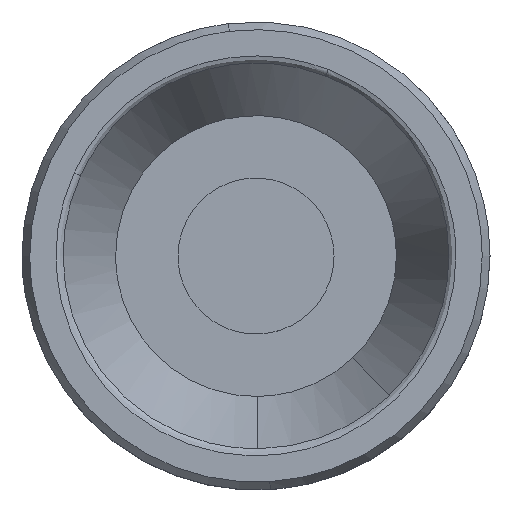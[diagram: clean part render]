
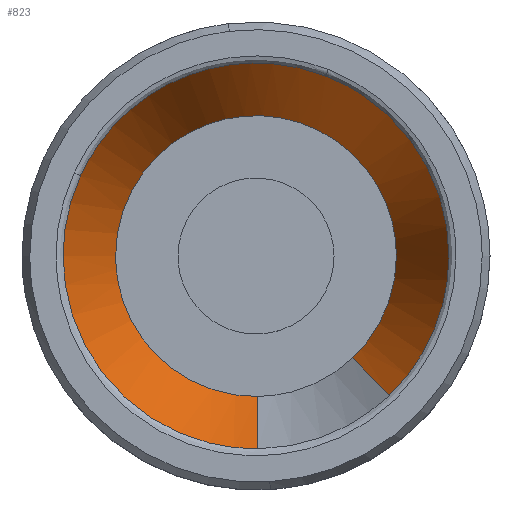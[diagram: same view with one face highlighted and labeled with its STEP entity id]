
A CAD part, top view. The second image highlights one B-rep face of the part: STEP entity #823.
In plain terms, the highlighted free-form (B-spline) face has degree [2, 1] with [9, 2] control points.
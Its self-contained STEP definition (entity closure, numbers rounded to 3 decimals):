
#653=CARTESIAN_POINT('',(6.149,-6.456,10.32));
#654=CARTESIAN_POINT('',(8.949,-3.789,10.32));
#655=CARTESIAN_POINT('',(8.916,0.078,10.32));
#656=CARTESIAN_POINT('',(8.838,8.993,10.32));
#657=CARTESIAN_POINT('',(-0.078,8.916,10.32));
#658=CARTESIAN_POINT('',(-8.993,8.838,10.32));
#659=CARTESIAN_POINT('',(-8.916,-0.078,10.32));
#660=CARTESIAN_POINT('',(-8.838,-8.993,10.32));
#661=CARTESIAN_POINT('',(0.078,-8.916,10.32));
#662=CARTESIAN_POINT('',(8.587,-9.017,17.896));
#663=CARTESIAN_POINT('',(12.498,-5.292,17.896));
#664=CARTESIAN_POINT('',(12.451,0.109,17.896));
#665=CARTESIAN_POINT('',(12.342,12.56,17.896));
#666=CARTESIAN_POINT('',(-0.109,12.451,17.896));
#667=CARTESIAN_POINT('',(-12.56,12.342,17.896));
#668=CARTESIAN_POINT('',(-12.451,-0.109,17.896));
#669=CARTESIAN_POINT('',(-12.342,-12.56,17.896));
#670=CARTESIAN_POINT('',(0.109,-12.451,17.896));
#678=(BOUNDED_SURFACE()B_SPLINE_SURFACE(2,1,((#653,#662),(#654,#663),(#655,#664),(#656,#665),(#657,#666),(#658,#667),(#659,#668),(#660,#669),(#661,#670)),.UNSPECIFIED.,.F.,.F.,.U.)B_SPLINE_SURFACE_WITH_KNOTS((3,2,2,2,3),(2,2),(0.0,10.728,31.358,51.989,72.619),(0.0,8.361),.UNSPECIFIED.)GEOMETRIC_REPRESENTATION_ITEM()RATIONAL_B_SPLINE_SURFACE(((0.854,0.854),(0.848,0.848),(1.0,1.0),(0.707,0.707),(1.0,1.0),(0.707,0.707),(1.0,1.0),(0.707,0.707),(1.0,1.0)))REPRESENTATION_ITEM('')SURFACE());
#679=CARTESIAN_POINT('',(8.528,-8.954,17.711));
#680=VERTEX_POINT('',#679);
#681=CARTESIAN_POINT('',(12.365,0.0,17.711));
#682=VERTEX_POINT('',#681);
#683=CARTESIAN_POINT('',(8.528,-8.954,17.711));
#684=CARTESIAN_POINT('',(12.365,-5.3,17.711));
#685=CARTESIAN_POINT('',(12.365,0.0,17.711));
#693=(BOUNDED_CURVE()B_SPLINE_CURVE(2,(#683,#684,#685),.UNSPECIFIED.,.F.,.U.)B_SPLINE_CURVE_WITH_KNOTS((3,3),(0.871,1.0),.UNSPECIFIED.)CURVE()GEOMETRIC_REPRESENTATION_ITEM()RATIONAL_B_SPLINE_CURVE((0.854,0.849,1.0))REPRESENTATION_ITEM(''));
#694=EDGE_CURVE('',#680,#682,#693,.T.);
#695=ORIENTED_EDGE('',*,*,#694,.T.);
#696=CARTESIAN_POINT('',(4.472,11.528,17.711));
#697=VERTEX_POINT('',#696);
#698=CARTESIAN_POINT('',(12.365,0.0,17.711));
#699=CARTESIAN_POINT('',(12.365,8.467,17.711));
#700=CARTESIAN_POINT('',(4.472,11.528,17.711));
#708=(BOUNDED_CURVE()B_SPLINE_CURVE(2,(#698,#699,#700),.UNSPECIFIED.,.F.,.U.)B_SPLINE_CURVE_WITH_KNOTS((3,3),(0.0,0.189),.UNSPECIFIED.)CURVE()GEOMETRIC_REPRESENTATION_ITEM()RATIONAL_B_SPLINE_CURVE((1.0,0.779,0.891))REPRESENTATION_ITEM(''));
#709=EDGE_CURVE('',#682,#697,#708,.T.);
#710=ORIENTED_EDGE('',*,*,#709,.T.);
#711=CARTESIAN_POINT('',(-11.254,5.124,17.711));
#712=VERTEX_POINT('',#711);
#713=CARTESIAN_POINT('',(4.472,11.528,17.711));
#714=CARTESIAN_POINT('',(2.314,12.365,17.711));
#715=CARTESIAN_POINT('',(0.0,12.365,17.711));
#716=CARTESIAN_POINT('',(-7.957,12.365,17.711));
#717=CARTESIAN_POINT('',(-11.254,5.124,17.711));
#725=(BOUNDED_CURVE()B_SPLINE_CURVE(2,(#713,#714,#715,#716,#717),.UNSPECIFIED.,.F.,.U.)B_SPLINE_CURVE_WITH_KNOTS((3,2,3),(0.189,0.25,0.43),.UNSPECIFIED.)CURVE()GEOMETRIC_REPRESENTATION_ITEM()RATIONAL_B_SPLINE_CURVE((0.891,0.928,1.0,0.79,0.882))REPRESENTATION_ITEM(''));
#726=EDGE_CURVE('',#697,#712,#725,.T.);
#727=ORIENTED_EDGE('',*,*,#726,.T.);
#728=CARTESIAN_POINT('',(-12.365,0.0,17.711));
#729=VERTEX_POINT('',#728);
#730=CARTESIAN_POINT('',(-11.254,5.124,17.711));
#731=CARTESIAN_POINT('',(-12.365,2.683,17.711));
#732=CARTESIAN_POINT('',(-12.365,0.0,17.711));
#740=(BOUNDED_CURVE()B_SPLINE_CURVE(2,(#730,#731,#732),.UNSPECIFIED.,.F.,.U.)B_SPLINE_CURVE_WITH_KNOTS((3,3),(0.43,0.5),.UNSPECIFIED.)CURVE()GEOMETRIC_REPRESENTATION_ITEM()RATIONAL_B_SPLINE_CURVE((0.882,0.918,1.0))REPRESENTATION_ITEM(''));
#741=EDGE_CURVE('',#712,#729,#740,.T.);
#742=ORIENTED_EDGE('',*,*,#741,.T.);
#743=CARTESIAN_POINT('',(0.108,-12.365,17.711));
#744=VERTEX_POINT('',#743);
#745=CARTESIAN_POINT('',(-12.365,0.0,17.711));
#746=CARTESIAN_POINT('',(-12.365,-12.365,17.711));
#747=CARTESIAN_POINT('',(0.0,-12.365,17.711));
#748=CARTESIAN_POINT('',(0.054,-12.365,17.711));
#749=CARTESIAN_POINT('',(0.108,-12.365,17.711));
#757=(BOUNDED_CURVE()B_SPLINE_CURVE(2,(#745,#746,#747,#748,#749),.UNSPECIFIED.,.F.,.U.)B_SPLINE_CURVE_WITH_KNOTS((3,2,3),(0.5,0.75,0.752),.UNSPECIFIED.)CURVE()GEOMETRIC_REPRESENTATION_ITEM()RATIONAL_B_SPLINE_CURVE((1.0,0.707,1.0,0.998,0.996))REPRESENTATION_ITEM(''));
#758=EDGE_CURVE('',#729,#744,#757,.T.);
#759=ORIENTED_EDGE('',*,*,#758,.T.);
#760=CARTESIAN_POINT('',(0.079,-9.,10.5));
#761=VERTEX_POINT('',#760);
#762=CARTESIAN_POINT('',(0.079,-9.,10.5));
#763=CARTESIAN_POINT('',(0.108,-12.365,17.711));
#764=QUASI_UNIFORM_CURVE('',1,(#762,#763),.UNSPECIFIED.,.F.,.U.);
#765=EDGE_CURVE('',#761,#744,#764,.T.);
#766=ORIENTED_EDGE('',*,*,#765,.F.);
#767=CARTESIAN_POINT('',(-9.0,0.0,10.5));
#768=VERTEX_POINT('',#767);
#769=CARTESIAN_POINT('',(0.079,-9.,10.5));
#770=CARTESIAN_POINT('',(0.039,-9.0,10.5));
#771=CARTESIAN_POINT('',(0.0,-9.0,10.5));
#772=CARTESIAN_POINT('',(-9.0,-9.0,10.5));
#773=CARTESIAN_POINT('',(-9.0,0.0,10.5));
#781=(BOUNDED_CURVE()B_SPLINE_CURVE(2,(#769,#770,#771,#772,#773),.UNSPECIFIED.,.F.,.U.)B_SPLINE_CURVE_WITH_KNOTS((3,2,3),(0.748,0.75,1.0),.UNSPECIFIED.)CURVE()GEOMETRIC_REPRESENTATION_ITEM()RATIONAL_B_SPLINE_CURVE((0.996,0.998,1.0,0.707,1.0))REPRESENTATION_ITEM(''));
#782=EDGE_CURVE('',#761,#768,#781,.T.);
#783=ORIENTED_EDGE('',*,*,#782,.T.);
#784=CARTESIAN_POINT('',(9.0,0.0,10.5));
#785=VERTEX_POINT('',#784);
#786=CARTESIAN_POINT('',(-9.0,0.0,10.5));
#787=CARTESIAN_POINT('',(-9.0,9.0,10.5));
#788=CARTESIAN_POINT('',(0.0,9.0,10.5));
#789=CARTESIAN_POINT('',(9.0,9.0,10.5));
#790=CARTESIAN_POINT('',(9.0,0.0,10.5));
#798=(BOUNDED_CURVE()B_SPLINE_CURVE(2,(#786,#787,#788,#789,#790),.UNSPECIFIED.,.F.,.U.)B_SPLINE_CURVE_WITH_KNOTS((3,2,3),(0.0,0.25,0.5),.UNSPECIFIED.)CURVE()GEOMETRIC_REPRESENTATION_ITEM()RATIONAL_B_SPLINE_CURVE((1.0,0.707,1.0,0.707,1.0))REPRESENTATION_ITEM(''));
#799=EDGE_CURVE('',#768,#785,#798,.T.);
#800=ORIENTED_EDGE('',*,*,#799,.T.);
#801=CARTESIAN_POINT('',(6.207,-6.517,10.5));
#802=VERTEX_POINT('',#801);
#803=CARTESIAN_POINT('',(9.0,0.0,10.5));
#804=CARTESIAN_POINT('',(9.0,-3.857,10.5));
#805=CARTESIAN_POINT('',(6.207,-6.517,10.5));
#813=(BOUNDED_CURVE()B_SPLINE_CURVE(2,(#803,#804,#805),.UNSPECIFIED.,.F.,.U.)B_SPLINE_CURVE_WITH_KNOTS((3,3),(0.5,0.629),.UNSPECIFIED.)CURVE()GEOMETRIC_REPRESENTATION_ITEM()RATIONAL_B_SPLINE_CURVE((1.0,0.849,0.854))REPRESENTATION_ITEM(''));
#814=EDGE_CURVE('',#785,#802,#813,.T.);
#815=ORIENTED_EDGE('',*,*,#814,.T.);
#816=CARTESIAN_POINT('',(6.207,-6.517,10.5));
#817=CARTESIAN_POINT('',(8.528,-8.954,17.711));
#818=QUASI_UNIFORM_CURVE('',1,(#816,#817),.UNSPECIFIED.,.F.,.U.);
#819=EDGE_CURVE('',#802,#680,#818,.T.);
#820=ORIENTED_EDGE('',*,*,#819,.T.);
#821=EDGE_LOOP('',(#695,#710,#727,#742,#759,#766,#783,#800,#815,#820));
#822=FACE_OUTER_BOUND('',#821,.T.);
#823=ADVANCED_FACE('',(#822),#678,.F.);
